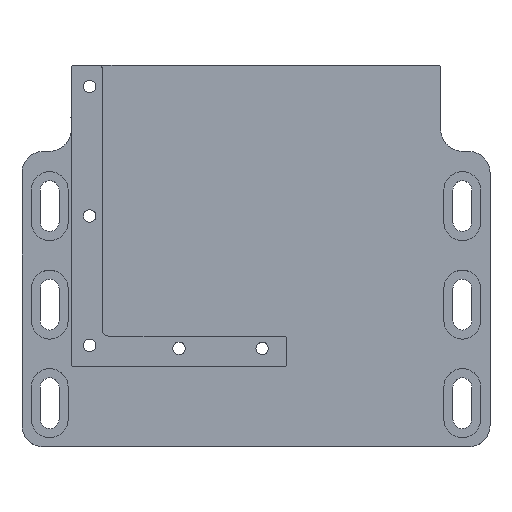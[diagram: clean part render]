
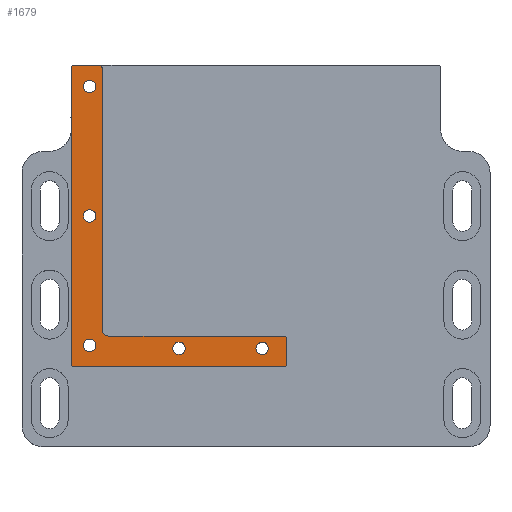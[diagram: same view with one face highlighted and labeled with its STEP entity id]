
A CAD part, top view. The second image highlights one B-rep face of the part: STEP entity #1679.
In plain terms, the highlighted planar face has unit normal (0, 0, 1).
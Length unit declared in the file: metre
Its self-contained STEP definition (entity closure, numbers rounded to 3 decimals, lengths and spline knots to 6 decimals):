
#20=PLANE('',#1811);
#92=LINE('',#2594,#250);
#93=LINE('',#2598,#251);
#94=LINE('',#2602,#252);
#95=LINE('',#2606,#253);
#96=LINE('',#2610,#254);
#97=LINE('',#2614,#255);
#250=VECTOR('',#2058,1.);
#251=VECTOR('',#2061,1.);
#252=VECTOR('',#2064,1.);
#253=VECTOR('',#2067,1.);
#254=VECTOR('',#2070,1.);
#255=VECTOR('',#2073,1.);
#437=ORIENTED_EDGE('',*,*,#930,.T.);
#438=ORIENTED_EDGE('',*,*,#931,.T.);
#439=ORIENTED_EDGE('',*,*,#932,.T.);
#440=ORIENTED_EDGE('',*,*,#933,.T.);
#441=ORIENTED_EDGE('',*,*,#934,.T.);
#442=ORIENTED_EDGE('',*,*,#935,.F.);
#443=ORIENTED_EDGE('',*,*,#936,.T.);
#444=ORIENTED_EDGE('',*,*,#937,.F.);
#445=ORIENTED_EDGE('',*,*,#938,.T.);
#446=ORIENTED_EDGE('',*,*,#939,.F.);
#447=ORIENTED_EDGE('',*,*,#940,.T.);
#448=ORIENTED_EDGE('',*,*,#941,.T.);
#449=ORIENTED_EDGE('',*,*,#942,.T.);
#450=ORIENTED_EDGE('',*,*,#943,.F.);
#451=ORIENTED_EDGE('',*,*,#944,.T.);
#452=ORIENTED_EDGE('',*,*,#945,.F.);
#453=ORIENTED_EDGE('',*,*,#946,.T.);
#930=EDGE_CURVE('',#1177,#1177,#1323,.T.);
#931=EDGE_CURVE('',#1178,#1178,#1324,.T.);
#932=EDGE_CURVE('',#1179,#1179,#1325,.T.);
#933=EDGE_CURVE('',#1180,#1180,#1326,.T.);
#934=EDGE_CURVE('',#1181,#1181,#1327,.T.);
#935=EDGE_CURVE('',#1182,#1183,#1328,.T.);
#936=EDGE_CURVE('',#1182,#1184,#92,.T.);
#937=EDGE_CURVE('',#1185,#1184,#1329,.T.);
#938=EDGE_CURVE('',#1185,#1186,#93,.T.);
#939=EDGE_CURVE('',#1187,#1186,#1330,.T.);
#940=EDGE_CURVE('',#1187,#1188,#94,.T.);
#941=EDGE_CURVE('',#1188,#1189,#1331,.T.);
#942=EDGE_CURVE('',#1189,#1190,#95,.T.);
#943=EDGE_CURVE('',#1191,#1190,#1332,.T.);
#944=EDGE_CURVE('',#1191,#1192,#96,.T.);
#945=EDGE_CURVE('',#1193,#1192,#1333,.T.);
#946=EDGE_CURVE('',#1193,#1183,#97,.T.);
#1177=VERTEX_POINT('',#2581);
#1178=VERTEX_POINT('',#2584);
#1179=VERTEX_POINT('',#2586);
#1180=VERTEX_POINT('',#2588);
#1181=VERTEX_POINT('',#2590);
#1182=VERTEX_POINT('',#2592);
#1183=VERTEX_POINT('',#2593);
#1184=VERTEX_POINT('',#2595);
#1185=VERTEX_POINT('',#2597);
#1186=VERTEX_POINT('',#2599);
#1187=VERTEX_POINT('',#2601);
#1188=VERTEX_POINT('',#2603);
#1189=VERTEX_POINT('',#2605);
#1190=VERTEX_POINT('',#2607);
#1191=VERTEX_POINT('',#2609);
#1192=VERTEX_POINT('',#2611);
#1193=VERTEX_POINT('',#2613);
#1323=CIRCLE('',#1810,0.001007);
#1324=CIRCLE('',#1812,0.001007);
#1325=CIRCLE('',#1813,0.001007);
#1326=CIRCLE('',#1814,0.001007);
#1327=CIRCLE('',#1815,0.001007);
#1328=CIRCLE('',#1816,0.0005);
#1329=CIRCLE('',#1817,0.0005);
#1330=CIRCLE('',#1818,0.0005);
#1331=CIRCLE('',#1819,0.0011);
#1332=CIRCLE('',#1820,0.0005);
#1333=CIRCLE('',#1821,0.0005);
#1397=EDGE_LOOP('',(#437));
#1398=EDGE_LOOP('',(#438));
#1399=EDGE_LOOP('',(#439));
#1400=EDGE_LOOP('',(#440));
#1401=EDGE_LOOP('',(#441));
#1402=EDGE_LOOP('',(#442,#443,#444,#445,#446,#447,#448,#449,#450,#451,#452,
#453));
#1522=FACE_BOUND('',#1397,.T.);
#1523=FACE_BOUND('',#1398,.T.);
#1524=FACE_BOUND('',#1399,.T.);
#1525=FACE_BOUND('',#1400,.T.);
#1526=FACE_BOUND('',#1401,.T.);
#1527=FACE_BOUND('',#1402,.T.);
#1679=ADVANCED_FACE('',(#1522,#1523,#1524,#1525,#1526,#1527),#20,.T.);
#1810=AXIS2_PLACEMENT_3D('',#2580,#2044,#2045);
#1811=AXIS2_PLACEMENT_3D('',#2582,#2046,#2047);
#1812=AXIS2_PLACEMENT_3D('',#2583,#2048,#2049);
#1813=AXIS2_PLACEMENT_3D('',#2585,#2050,#2051);
#1814=AXIS2_PLACEMENT_3D('',#2587,#2052,#2053);
#1815=AXIS2_PLACEMENT_3D('',#2589,#2054,#2055);
#1816=AXIS2_PLACEMENT_3D('',#2591,#2056,#2057);
#1817=AXIS2_PLACEMENT_3D('',#2596,#2059,#2060);
#1818=AXIS2_PLACEMENT_3D('',#2600,#2062,#2063);
#1819=AXIS2_PLACEMENT_3D('',#2604,#2065,#2066);
#1820=AXIS2_PLACEMENT_3D('',#2608,#2068,#2069);
#1821=AXIS2_PLACEMENT_3D('',#2612,#2071,#2072);
#2044=DIRECTION('',(0.,0.,-1.));
#2045=DIRECTION('',(1.,0.,0.));
#2046=DIRECTION('',(0.,0.,1.));
#2047=DIRECTION('',(1.,0.,0.));
#2048=DIRECTION('',(0.,0.,-1.));
#2049=DIRECTION('',(1.,0.,0.));
#2050=DIRECTION('',(0.,0.,-1.));
#2051=DIRECTION('',(1.,0.,0.));
#2052=DIRECTION('',(0.,0.,-1.));
#2053=DIRECTION('',(1.,0.,0.));
#2054=DIRECTION('',(0.,0.,-1.));
#2055=DIRECTION('',(1.,0.,0.));
#2056=DIRECTION('',(0.,0.,-1.));
#2057=DIRECTION('',(-0.707,-0.707,0.));
#2058=DIRECTION('',(1.,0.,0.));
#2059=DIRECTION('',(0.,0.,-1.));
#2060=DIRECTION('',(0.707,-0.707,0.));
#2061=DIRECTION('',(0.,1.,0.));
#2062=DIRECTION('',(0.,0.,-1.));
#2063=DIRECTION('',(0.707,0.707,0.));
#2064=DIRECTION('',(-1.,0.,0.));
#2065=DIRECTION('',(0.,0.,-1.));
#2066=DIRECTION('',(-1.,0.,0.));
#2067=DIRECTION('',(0.,1.,0.));
#2068=DIRECTION('',(0.,0.,-1.));
#2069=DIRECTION('',(0.707,0.707,0.));
#2070=DIRECTION('',(-1.,0.,0.));
#2071=DIRECTION('',(0.,0.,-1.));
#2072=DIRECTION('',(-0.707,0.707,0.));
#2073=DIRECTION('',(0.,-1.,0.));
#2580=CARTESIAN_POINT('',(-0.0125,-0.015,0.006));
#2581=CARTESIAN_POINT('',(-0.011494,-0.015,0.006));
#2582=CARTESIAN_POINT('',(-0.020333,-0.001295,0.006));
#2583=CARTESIAN_POINT('',(-0.027,0.0065,0.006));
#2584=CARTESIAN_POINT('',(-0.025994,0.0065,0.006));
#2585=CARTESIAN_POINT('',(-0.027,0.0275,0.006));
#2586=CARTESIAN_POINT('',(-0.025994,0.0275,0.006));
#2587=CARTESIAN_POINT('',(-0.027,-0.0145,0.006));
#2588=CARTESIAN_POINT('',(-0.025994,-0.0145,0.006));
#2589=CARTESIAN_POINT('',(0.001,-0.015,0.006));
#2590=CARTESIAN_POINT('',(0.002007,-0.015,0.006));
#2591=CARTESIAN_POINT('',(-0.0295,-0.0175,0.006));
#2592=CARTESIAN_POINT('',(-0.0295,-0.018,0.006));
#2593=CARTESIAN_POINT('',(-0.03,-0.0175,0.006));
#2594=CARTESIAN_POINT('',(0.005,-0.018,0.006));
#2595=CARTESIAN_POINT('',(0.0045,-0.018,0.006));
#2596=CARTESIAN_POINT('',(0.0045,-0.0175,0.006));
#2597=CARTESIAN_POINT('',(0.005,-0.0175,0.006));
#2598=CARTESIAN_POINT('',(0.005,-0.013,0.006));
#2599=CARTESIAN_POINT('',(0.005,-0.0135,0.006));
#2600=CARTESIAN_POINT('',(0.0045,-0.0135,0.006));
#2601=CARTESIAN_POINT('',(0.0045,-0.013,0.006));
#2602=CARTESIAN_POINT('',(-0.0239,-0.013,0.006));
#2603=CARTESIAN_POINT('',(-0.0239,-0.013,0.006));
#2604=CARTESIAN_POINT('',(-0.0239,-0.0119,0.006));
#2605=CARTESIAN_POINT('',(-0.025,-0.0119,0.006));
#2606=CARTESIAN_POINT('',(-0.025,0.031,0.006));
#2607=CARTESIAN_POINT('',(-0.025,0.0305,0.006));
#2608=CARTESIAN_POINT('',(-0.0255,0.0305,0.006));
#2609=CARTESIAN_POINT('',(-0.0255,0.031,0.006));
#2610=CARTESIAN_POINT('',(-0.03,0.031,0.006));
#2611=CARTESIAN_POINT('',(-0.0295,0.031,0.006));
#2612=CARTESIAN_POINT('',(-0.0295,0.0305,0.006));
#2613=CARTESIAN_POINT('',(-0.03,0.0305,0.006));
#2614=CARTESIAN_POINT('',(-0.03,-0.031,0.006));
